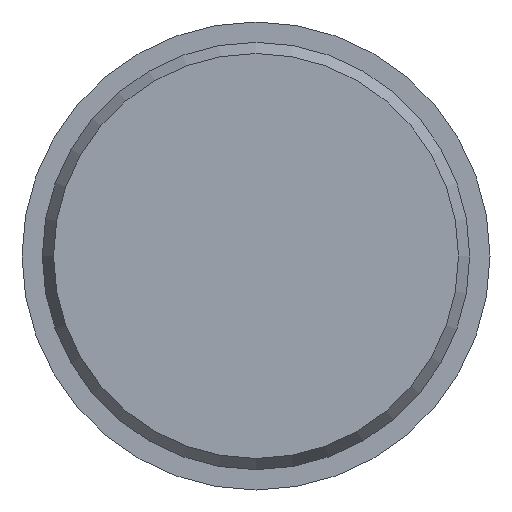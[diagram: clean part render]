
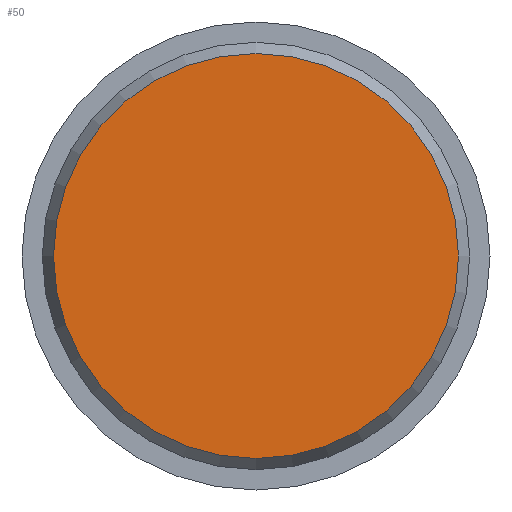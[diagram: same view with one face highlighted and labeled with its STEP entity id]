
A CAD part, front view. The second image highlights one B-rep face of the part: STEP entity #50.
In plain terms, the highlighted planar face has unit normal (0, -1, 0).
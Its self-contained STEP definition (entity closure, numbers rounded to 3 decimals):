
#5 = AXIS2_PLACEMENT_3D ( 'NONE', #74, #75, #73 ) ;
#23 = EDGE_CURVE ( 'NONE', #99, #99, #254, .T. ) ;
#32 = AXIS2_PLACEMENT_3D ( 'NONE', #64, #140, #133 ) ;
#50 = ADVANCED_FACE ( 'NONE', ( #191 ), #120, .T. ) ;
#64 = CARTESIAN_POINT ( 'NONE',  ( 0., -9.1, 0. ) ) ;
#73 = DIRECTION ( 'NONE',  ( 0., 0., -1. ) ) ;
#74 = CARTESIAN_POINT ( 'NONE',  ( -7.245, -9.1, 0. ) ) ;
#75 = DIRECTION ( 'NONE',  ( 0., -1., 0. ) ) ;
#99 = VERTEX_POINT ( 'NONE', #156 ) ;
#120 = PLANE ( 'NONE',  #5 ) ;
#133 = DIRECTION ( 'NONE',  ( 0., 0., -1. ) ) ;
#140 = DIRECTION ( 'NONE',  ( 0., -1., 0. ) ) ;
#156 = CARTESIAN_POINT ( 'NONE',  ( 0., -9.1, -6.865 ) ) ;
#191 = FACE_OUTER_BOUND ( 'NONE', #252, .T. ) ;
#252 = EDGE_LOOP ( 'NONE', ( #267 ) ) ;
#254 = CIRCLE ( 'NONE', #32, 6.865 ) ;
#267 = ORIENTED_EDGE ( 'NONE', *, *, #23, .T. ) ;
